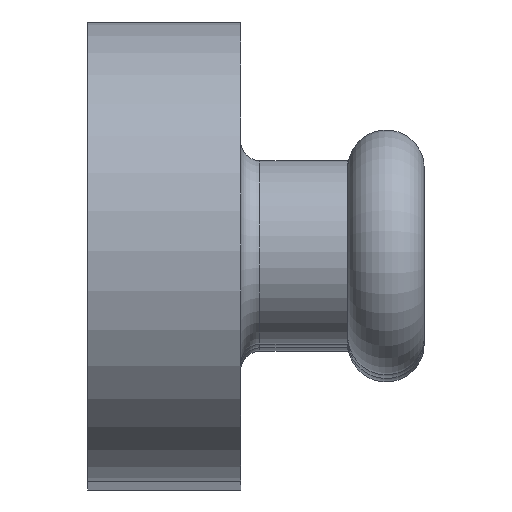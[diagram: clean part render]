
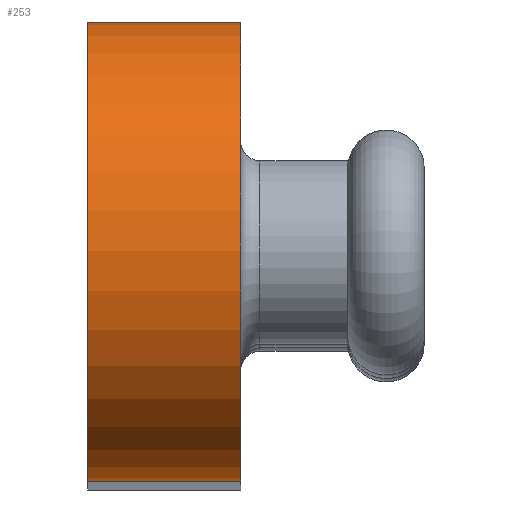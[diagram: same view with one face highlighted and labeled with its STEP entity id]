
A CAD part, top view. The second image highlights one B-rep face of the part: STEP entity #253.
In plain terms, the highlighted cylindrical face has radius 4.5 mm (diameter 9 mm), a partial arc.
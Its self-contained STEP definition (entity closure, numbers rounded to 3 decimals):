
#26=CIRCLE('',#288,4.5);
#27=CIRCLE('',#289,4.5);
#45=CYLINDRICAL_SURFACE('',#287,4.5);
#54=ORIENTED_EDGE('',*,*,#108,.T.);
#55=ORIENTED_EDGE('',*,*,#109,.F.);
#56=ORIENTED_EDGE('',*,*,#110,.F.);
#57=ORIENTED_EDGE('',*,*,#105,.T.);
#105=EDGE_CURVE('',#133,#132,#155,.T.);
#108=EDGE_CURVE('',#132,#135,#26,.T.);
#109=EDGE_CURVE('',#136,#135,#158,.T.);
#110=EDGE_CURVE('',#133,#136,#27,.T.);
#132=VERTEX_POINT('',#420);
#133=VERTEX_POINT('',#422);
#135=VERTEX_POINT('',#428);
#136=VERTEX_POINT('',#430);
#155=LINE('',#421,#163);
#158=LINE('',#429,#166);
#163=VECTOR('',#331,1000.);
#166=VECTOR('',#338,1000.);
#171=EDGE_LOOP('',(#54,#55,#56,#57));
#207=FACE_BOUND('',#171,.T.);
#253=ADVANCED_FACE('',(#207),#45,.T.);
#287=AXIS2_PLACEMENT_3D('',#426,#334,#335);
#288=AXIS2_PLACEMENT_3D('',#427,#336,#337);
#289=AXIS2_PLACEMENT_3D('',#431,#339,#340);
#331=DIRECTION('',(-1.,0.,0.));
#334=DIRECTION('',(-1.,0.,0.));
#335=DIRECTION('',(0.,0.,1.));
#336=DIRECTION('',(1.,0.,0.));
#337=DIRECTION('',(0.,0.,-1.));
#338=DIRECTION('',(-1.,0.,0.));
#339=DIRECTION('',(1.,0.,0.));
#340=DIRECTION('',(0.,0.,-1.));
#420=CARTESIAN_POINT('',(0.,4.5,50.));
#421=CARTESIAN_POINT('',(3.,4.5,50.));
#422=CARTESIAN_POINT('',(3.,4.5,50.));
#426=CARTESIAN_POINT('',(3.,0.,50.));
#427=CARTESIAN_POINT('',(0.,0.,50.));
#428=CARTESIAN_POINT('',(0.,-4.5,50.));
#429=CARTESIAN_POINT('',(3.,-4.5,50.));
#430=CARTESIAN_POINT('',(3.,-4.5,50.));
#431=CARTESIAN_POINT('',(3.,0.,50.));
